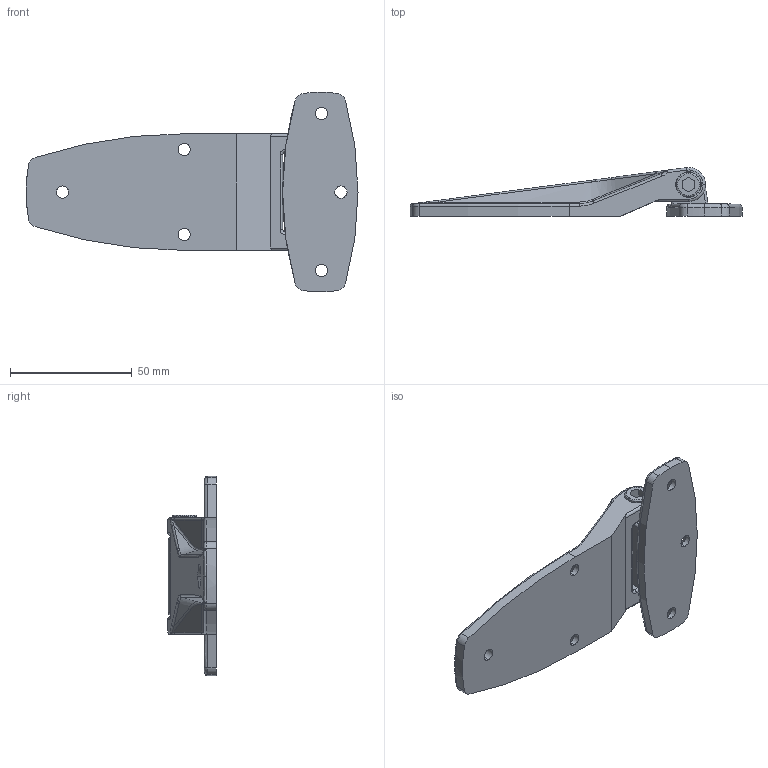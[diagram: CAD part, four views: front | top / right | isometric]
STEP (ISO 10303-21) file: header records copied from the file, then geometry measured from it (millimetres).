
FILE_DESCRIPTION (( 'STEP AP203' ), '1' );
FILE_NAME ('FB-760.STEP', '2016-08-19T05:17:03', ( '' ), ( '' ), 'SwSTEP 2.0', 'SolidWorks 2014', '' );
FILE_SCHEMA (( 'CONFIG_CONTROL_DESIGN' ));
Length unit declared in the file: millimetre
Products named in the file (4): FB-760_台座; FB-760; FB-760_本体; FB-760_M6ボルト
Assembly tree (3 placements, depth 2):
  FB-760
    FB-760_台座
    FB-760_本体
    FB-760_M6ボルト
Bounding box: 136.5 x 19.99 x 81.95 mm (x, y, z)
Volume: 59528.5 mm3; surface area: 21507.4 mm2
Topology: 3 solids, 3 shells, 174 faces, 428 edges, 261 vertices
Faces by surface type: cylinder 63, bspline 36, plane 31, torus 28, cone 12, sphere 4
Entity records: 7282 total; most frequent: CARTESIAN_POINT 2894, ORIENTED_EDGE 856, DIRECTION 837, EDGE_CURVE 428, AXIS2_PLACEMENT_3D 353, VERTEX_POINT 261, CIRCLE 209, EDGE_LOOP 193
